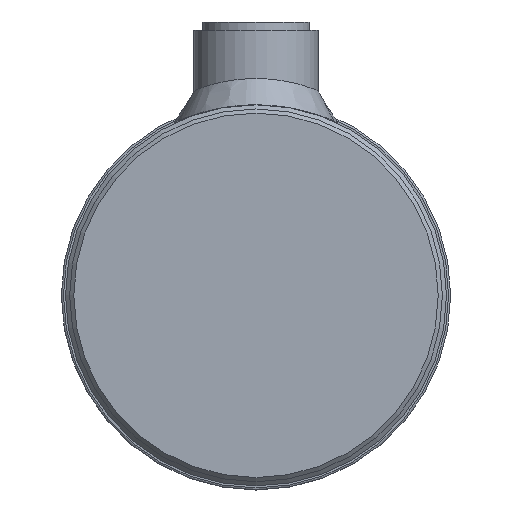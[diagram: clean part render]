
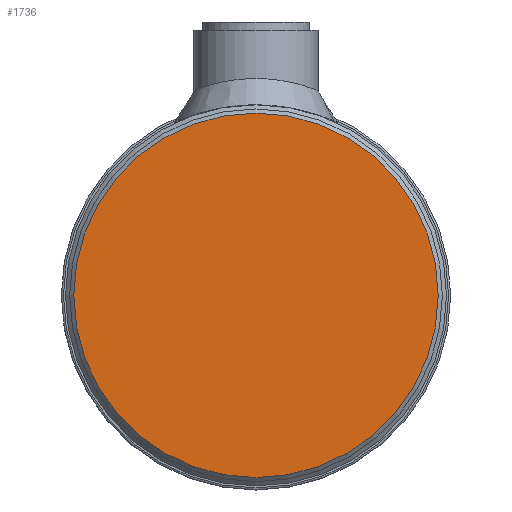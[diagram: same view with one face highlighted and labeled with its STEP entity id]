
A CAD part, left-side view. The second image highlights one B-rep face of the part: STEP entity #1736.
In plain terms, the highlighted planar face has unit normal (-1, 0, 0).
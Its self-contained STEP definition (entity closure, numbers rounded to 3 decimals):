
#1736 = ADVANCED_FACE( '', ( #5153 ), #5154, .T. );
#5153 = FACE_OUTER_BOUND( '', #6227, .T. );
#5154 = PLANE( '', #6228 );
#6227 = EDGE_LOOP( '', ( #6648 ) );
#6228 = AXIS2_PLACEMENT_3D( '', #6649, #6650, #6651 );
#6648 = ORIENTED_EDGE( '', *, *, #7228, .T. );
#6649 = CARTESIAN_POINT( '', ( -12., 0., 0. ) );
#6650 = DIRECTION( '', ( -1., 0., 0. ) );
#6651 = DIRECTION( '', ( 0., -1., 0. ) );
#7228 = EDGE_CURVE( '', #8855, #8855, #8856, .T. );
#8855 = VERTEX_POINT( '', #9342 );
#8856 = CIRCLE( '', #9343, 44. );
#9342 = CARTESIAN_POINT( '', ( -12., -44., 0. ) );
#9343 = AXIS2_PLACEMENT_3D( '', #9370, #9371, #9372 );
#9370 = CARTESIAN_POINT( '', ( -12., 0., 0. ) );
#9371 = DIRECTION( '', ( -1., 0., 0. ) );
#9372 = DIRECTION( '', ( 0., -1., 0. ) );
